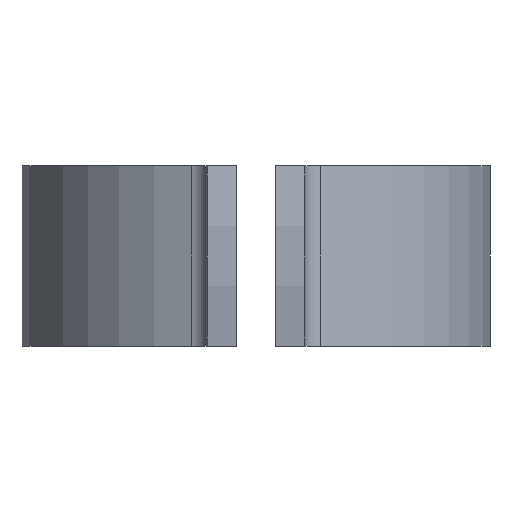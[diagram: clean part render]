
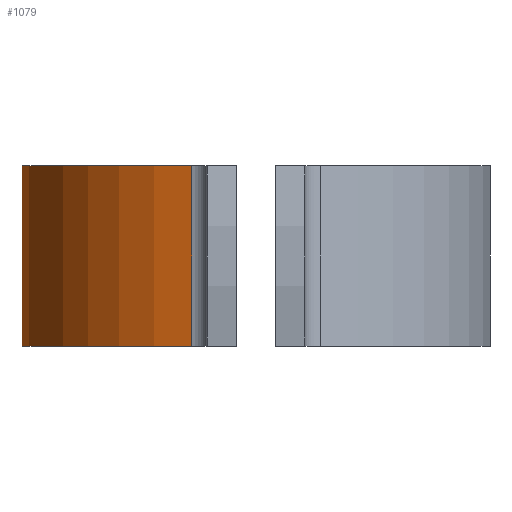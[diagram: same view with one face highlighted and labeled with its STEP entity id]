
A CAD part, left-side view. The second image highlights one B-rep face of the part: STEP entity #1079.
In plain terms, the highlighted cylindrical face has radius 65.15 mm (diameter 130.3 mm), a partial arc.
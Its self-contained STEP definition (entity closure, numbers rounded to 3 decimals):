
#32 = AXIS2_PLACEMENT_3D ( 'NONE', #1240, #659, #675 ) ;
#121 = DIRECTION ( 'NONE',  ( 1., 0., 0. ) ) ;
#155 = CIRCLE ( 'NONE', #997, 65.15 ) ;
#183 = ORIENTED_EDGE ( 'NONE', *, *, #307, .T. ) ;
#231 = FACE_OUTER_BOUND ( 'NONE', #794, .T. ) ;
#245 = CARTESIAN_POINT ( 'NONE',  ( 62.655, 17.856, -50. ) ) ;
#278 = EDGE_CURVE ( 'NONE', #1178, #692, #155, .T. ) ;
#307 = EDGE_CURVE ( 'NONE', #988, #692, #789, .T. ) ;
#315 = CARTESIAN_POINT ( 'NONE',  ( -62.655, 17.856, 0. ) ) ;
#319 = CARTESIAN_POINT ( 'NONE',  ( 0., 0., 0. ) ) ;
#363 = VERTEX_POINT ( 'NONE', #795 ) ;
#364 = CARTESIAN_POINT ( 'NONE',  ( 62.655, 17.856, 0. ) ) ;
#379 = VECTOR ( 'NONE', #878, 1000. ) ;
#438 = DIRECTION ( 'NONE',  ( 0., 0., 1. ) ) ;
#532 = DIRECTION ( 'NONE',  ( 0., 0., 1. ) ) ;
#617 = CARTESIAN_POINT ( 'NONE',  ( 0., 0., -50. ) ) ;
#659 = DIRECTION ( 'NONE',  ( 0., 0., 1. ) ) ;
#675 = DIRECTION ( 'NONE',  ( -1., 0., 0. ) ) ;
#692 = VERTEX_POINT ( 'NONE', #315 ) ;
#720 = CARTESIAN_POINT ( 'NONE',  ( -62.655, 17.856, -50. ) ) ;
#771 = DIRECTION ( 'NONE',  ( -1., 0., 0. ) ) ;
#789 = LINE ( 'NONE', #1164, #379 ) ;
#794 = EDGE_LOOP ( 'NONE', ( #1203, #1003, #1206, #183 ) ) ;
#795 = CARTESIAN_POINT ( 'NONE',  ( 62.655, 17.856, -50. ) ) ;
#854 = DIRECTION ( 'NONE',  ( 0., 0., 1. ) ) ;
#862 = AXIS2_PLACEMENT_3D ( 'NONE', #617, #532, #121 ) ;
#878 = DIRECTION ( 'NONE',  ( 0., 0., 1. ) ) ;
#953 = EDGE_CURVE ( 'NONE', #363, #988, #1054, .T. ) ;
#988 = VERTEX_POINT ( 'NONE', #720 ) ;
#997 = AXIS2_PLACEMENT_3D ( 'NONE', #319, #854, #771 ) ;
#1003 = ORIENTED_EDGE ( 'NONE', *, *, #1029, .F. ) ;
#1029 = EDGE_CURVE ( 'NONE', #363, #1178, #1184, .T. ) ;
#1054 = CIRCLE ( 'NONE', #32, 65.15 ) ;
#1079 = ADVANCED_FACE ( 'NONE', ( #231 ), #1087, .T. ) ;
#1087 = CYLINDRICAL_SURFACE ( 'NONE', #862, 65.15 ) ;
#1164 = CARTESIAN_POINT ( 'NONE',  ( -62.655, 17.856, -50. ) ) ;
#1178 = VERTEX_POINT ( 'NONE', #364 ) ;
#1184 = LINE ( 'NONE', #245, #1215 ) ;
#1203 = ORIENTED_EDGE ( 'NONE', *, *, #278, .F. ) ;
#1206 = ORIENTED_EDGE ( 'NONE', *, *, #953, .T. ) ;
#1215 = VECTOR ( 'NONE', #438, 1000. ) ;
#1240 = CARTESIAN_POINT ( 'NONE',  ( 0., 0., -50. ) ) ;
